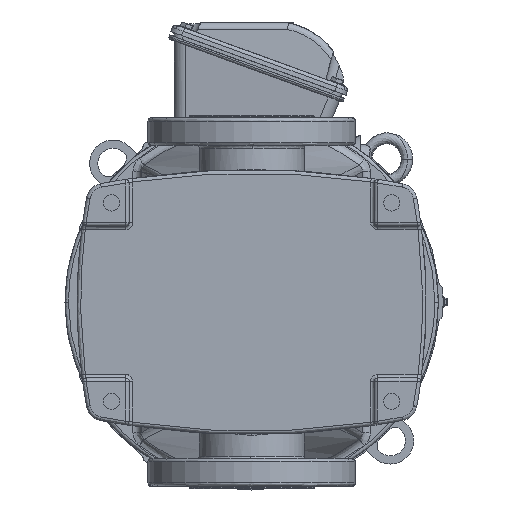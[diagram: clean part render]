
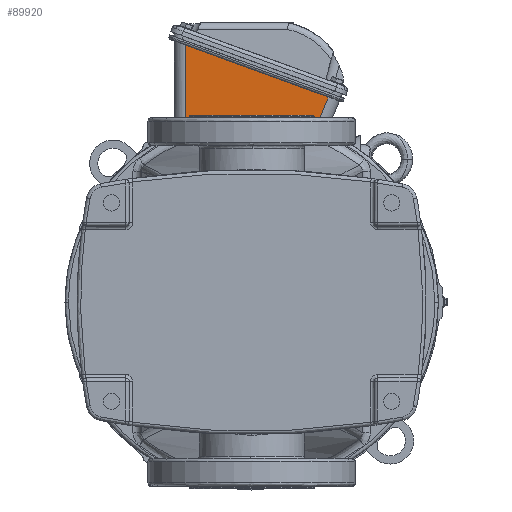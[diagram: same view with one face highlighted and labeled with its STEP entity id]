
A CAD part, front view. The second image highlights one B-rep face of the part: STEP entity #89920.
In plain terms, the highlighted face is planar.
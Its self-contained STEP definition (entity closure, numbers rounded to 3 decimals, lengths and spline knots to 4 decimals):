
#1196 = DIRECTION ( 'NONE',  ( 0., 0.94, -0.342 ) ) ;
#5081 = VECTOR ( 'NONE', #39295, 39.3701 ) ;
#5638 = VECTOR ( 'NONE', #1196, 39.3701 ) ;
#10627 = DIRECTION ( 'NONE',  ( -0.033, 0., -0.999 ) ) ;
#13740 = LINE ( 'NONE', #90945, #100798 ) ;
#14530 = VERTEX_POINT ( 'NONE', #118378 ) ;
#21242 = DIRECTION ( 'NONE',  ( 0.035, 0.374, 0.927 ) ) ;
#25063 = FACE_OUTER_BOUND ( 'NONE', #185746, .T. ) ;
#33667 = VERTEX_POINT ( 'NONE', #127651 ) ;
#37762 = CARTESIAN_POINT ( 'NONE',  ( -0.7794, 2.3703, 6.9198 ) ) ;
#39295 = DIRECTION ( 'NONE',  ( 0.012, 1., 0. ) ) ;
#70165 = EDGE_CURVE ( 'NONE', #14530, #185548, #13740, .T. ) ;
#88901 = EDGE_CURVE ( 'NONE', #185548, #33667, #92108, .T. ) ;
#89536 = CARTESIAN_POINT ( 'NONE',  ( -0.7712, -2.8328, 9.065 ) ) ;
#89920 = ADVANCED_FACE ( 'NONE', ( #25063 ), #103326, .T. ) ;
#90945 = CARTESIAN_POINT ( 'NONE',  ( -0.7665, -2.4438, 9.0648 ) ) ;
#92108 = LINE ( 'NONE', #136589, #5081 ) ;
#99404 = LINE ( 'NONE', #116321, #5638 ) ;
#100538 = LINE ( 'NONE', #166030, #117065 ) ;
#100798 = VECTOR ( 'NONE', #10627, 39.3701 ) ;
#103326 = PLANE ( 'NONE',  #153331 ) ;
#111637 = VERTEX_POINT ( 'NONE', #37762 ) ;
#112321 = ORIENTED_EDGE ( 'NONE', *, *, #70165, .T. ) ;
#116321 = CARTESIAN_POINT ( 'NONE',  ( -0.7794, -2.9136, 8.843 ) ) ;
#117065 = VECTOR ( 'NONE', #21242, 39.3701 ) ;
#118378 = CARTESIAN_POINT ( 'NONE',  ( -0.7794, -2.4438, 8.672 ) ) ;
#127651 = CARTESIAN_POINT ( 'NONE',  ( -0.8083, 2.0604, 6.1527 ) ) ;
#136589 = CARTESIAN_POINT ( 'NONE',  ( -0.8667, -2.8317, 6.1527 ) ) ;
#143637 = CARTESIAN_POINT ( 'NONE',  ( -0.8621, -2.4438, 6.1527 ) ) ;
#149797 = EDGE_CURVE ( 'NONE', #33667, #111637, #100538, .T. ) ;
#153331 = AXIS2_PLACEMENT_3D ( 'NONE', #89536, #167798, #154014 ) ;
#154014 = DIRECTION ( 'NONE',  ( 0., -0.94, 0.342 ) ) ;
#158460 = ORIENTED_EDGE ( 'NONE', *, *, #193025, .F. ) ;
#166030 = CARTESIAN_POINT ( 'NONE',  ( -0.778, 2.3854, 6.9569 ) ) ;
#167798 = DIRECTION ( 'NONE',  ( 0.999, -0.012, -0.033 ) ) ;
#180025 = ORIENTED_EDGE ( 'NONE', *, *, #88901, .T. ) ;
#185548 = VERTEX_POINT ( 'NONE', #143637 ) ;
#185746 = EDGE_LOOP ( 'NONE', ( #112321, #180025, #208198, #158460 ) ) ;
#193025 = EDGE_CURVE ( 'NONE', #14530, #111637, #99404, .T. ) ;
#208198 = ORIENTED_EDGE ( 'NONE', *, *, #149797, .T. ) ;
